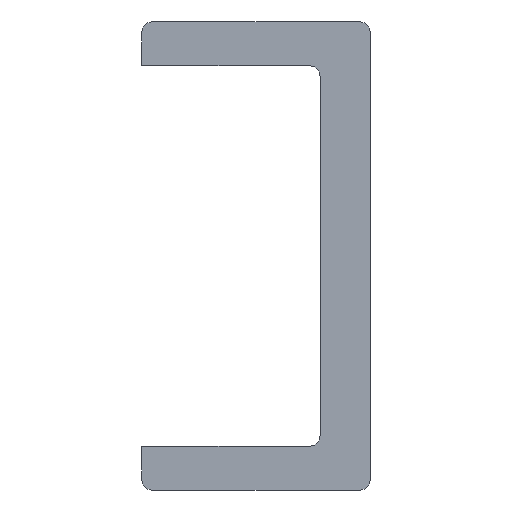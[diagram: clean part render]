
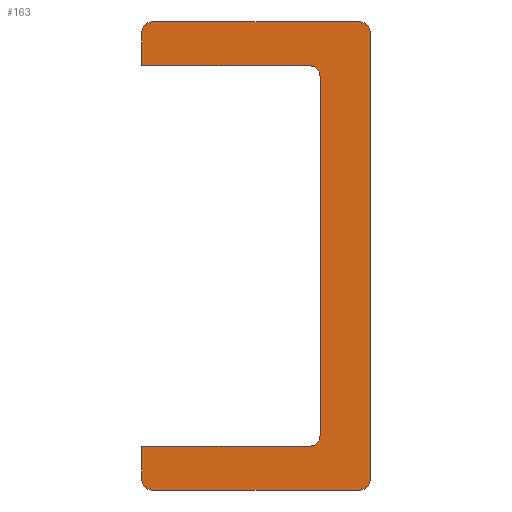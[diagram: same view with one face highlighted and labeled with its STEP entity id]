
A CAD part, front view. The second image highlights one B-rep face of the part: STEP entity #163.
In plain terms, the highlighted planar face has unit normal (0, -1, 0).
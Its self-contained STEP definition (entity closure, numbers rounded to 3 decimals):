
#163 = ADVANCED_FACE( '', ( #418 ), #419, .F. );
#418 = FACE_OUTER_BOUND( '', #879, .T. );
#419 = PLANE( '', #880 );
#879 = EDGE_LOOP( '', ( #1382, #1383, #1384, #1385, #1386, #1387, #1388, #1389, #1390, #1391, #1392, #1393, #1394, #1395 ) );
#880 = AXIS2_PLACEMENT_3D( '', #1396, #1397, #1398 );
#1382 = ORIENTED_EDGE( '', *, *, #2053, .F. );
#1383 = ORIENTED_EDGE( '', *, *, #2054, .T. );
#1384 = ORIENTED_EDGE( '', *, *, #2055, .F. );
#1385 = ORIENTED_EDGE( '', *, *, #2025, .T. );
#1386 = ORIENTED_EDGE( '', *, *, #2056, .F. );
#1387 = ORIENTED_EDGE( '', *, *, #2057, .F. );
#1388 = ORIENTED_EDGE( '', *, *, #2058, .F. );
#1389 = ORIENTED_EDGE( '', *, *, #2059, .F. );
#1390 = ORIENTED_EDGE( '', *, *, #2060, .F. );
#1391 = ORIENTED_EDGE( '', *, *, #1994, .F. );
#1392 = ORIENTED_EDGE( '', *, *, #2009, .F. );
#1393 = ORIENTED_EDGE( '', *, *, #2061, .T. );
#1394 = ORIENTED_EDGE( '', *, *, #2062, .F. );
#1395 = ORIENTED_EDGE( '', *, *, #2001, .T. );
#1396 = CARTESIAN_POINT( '', ( -10.5, 0., 21.5 ) );
#1397 = DIRECTION( '', ( 0., 1., 0. ) );
#1398 = DIRECTION( '', ( 0., 0., 1. ) );
#1994 = EDGE_CURVE( '', #2255, #2256, #2257, .T. );
#2001 = EDGE_CURVE( '', #2269, #2267, #2270, .F. );
#2009 = EDGE_CURVE( '', #2280, #2255, #2282, .T. );
#2025 = EDGE_CURVE( '', #2309, #2307, #2310, .F. );
#2053 = EDGE_CURVE( '', #2354, #2267, #2355, .T. );
#2054 = EDGE_CURVE( '', #2354, #2356, #2357, .F. );
#2055 = EDGE_CURVE( '', #2309, #2356, #2358, .T. );
#2056 = EDGE_CURVE( '', #2359, #2307, #2360, .T. );
#2057 = EDGE_CURVE( '', #2361, #2359, #2362, .T. );
#2058 = EDGE_CURVE( '', #2363, #2361, #2364, .T. );
#2059 = EDGE_CURVE( '', #2365, #2363, #2366, .T. );
#2060 = EDGE_CURVE( '', #2256, #2365, #2367, .T. );
#2061 = EDGE_CURVE( '', #2280, #2368, #2369, .F. );
#2062 = EDGE_CURVE( '', #2269, #2368, #2370, .T. );
#2255 = VERTEX_POINT( '', #2660 );
#2256 = VERTEX_POINT( '', #2661 );
#2257 = LINE( '', #2662, #2663 );
#2267 = VERTEX_POINT( '', #2676 );
#2269 = VERTEX_POINT( '', #2679 );
#2270 = CIRCLE( '', #2680, 0.9 );
#2280 = VERTEX_POINT( '', #2692 );
#2282 = LINE( '', #2695, #2696 );
#2307 = VERTEX_POINT( '', #2721 );
#2309 = VERTEX_POINT( '', #2724 );
#2310 = CIRCLE( '', #2725, 0.9 );
#2354 = VERTEX_POINT( '', #2770 );
#2355 = LINE( '', #2771, #2772 );
#2356 = VERTEX_POINT( '', #2773 );
#2357 = CIRCLE( '', #2774, 0.9 );
#2358 = LINE( '', #2775, #2776 );
#2359 = VERTEX_POINT( '', #2777 );
#2360 = LINE( '', #2778, #2779 );
#2361 = VERTEX_POINT( '', #2780 );
#2362 = LINE( '', #2781, #2782 );
#2363 = VERTEX_POINT( '', #2783 );
#2364 = CIRCLE( '', #2784, 1. );
#2365 = VERTEX_POINT( '', #2785 );
#2366 = LINE( '', #2786, #2787 );
#2367 = CIRCLE( '', #2788, 1. );
#2368 = VERTEX_POINT( '', #2789 );
#2369 = CIRCLE( '', #2790, 0.9 );
#2370 = LINE( '', #2791, #2792 );
#2660 = CARTESIAN_POINT( '', ( -10.5, 0., -17.5 ) );
#2661 = CARTESIAN_POINT( '', ( 4.9, 0., -17.5 ) );
#2662 = CARTESIAN_POINT( '', ( 4.9, 0., -17.5 ) );
#2663 = VECTOR( '', #3094, 1000. );
#2676 = CARTESIAN_POINT( '', ( 10.5, 0., -20.6 ) );
#2679 = CARTESIAN_POINT( '', ( 9.6, 0., -21.5 ) );
#2680 = AXIS2_PLACEMENT_3D( '', #3102, #3103, #3104 );
#2692 = CARTESIAN_POINT( '', ( -10.5, 0., -20.6 ) );
#2695 = CARTESIAN_POINT( '', ( -10.5, 0., -21.5 ) );
#2696 = VECTOR( '', #3114, 1000. );
#2721 = CARTESIAN_POINT( '', ( -10.5, 0., 20.6 ) );
#2724 = CARTESIAN_POINT( '', ( -9.6, 0., 21.5 ) );
#2725 = AXIS2_PLACEMENT_3D( '', #3143, #3144, #3145 );
#2770 = CARTESIAN_POINT( '', ( 10.5, 0., 20.6 ) );
#2771 = CARTESIAN_POINT( '', ( 10.5, 0., 21.5 ) );
#2772 = VECTOR( '', #3195, 1000. );
#2773 = CARTESIAN_POINT( '', ( 9.6, 0., 21.5 ) );
#2774 = AXIS2_PLACEMENT_3D( '', #3196, #3197, #3198 );
#2775 = CARTESIAN_POINT( '', ( -10.5, 0., 21.5 ) );
#2776 = VECTOR( '', #3199, 1000. );
#2777 = CARTESIAN_POINT( '', ( -10.5, 0., 17.5 ) );
#2778 = CARTESIAN_POINT( '', ( -10.5, 0., -21.5 ) );
#2779 = VECTOR( '', #3200, 1000. );
#2780 = CARTESIAN_POINT( '', ( 4.9, 0., 17.5 ) );
#2781 = CARTESIAN_POINT( '', ( 4.9, 0., 17.5 ) );
#2782 = VECTOR( '', #3201, 1000. );
#2783 = CARTESIAN_POINT( '', ( 5.9, 0., 16.5 ) );
#2784 = AXIS2_PLACEMENT_3D( '', #3202, #3203, #3204 );
#2785 = CARTESIAN_POINT( '', ( 5.9, 0., -16.5 ) );
#2786 = CARTESIAN_POINT( '', ( 5.9, 0., 16.5 ) );
#2787 = VECTOR( '', #3205, 1000. );
#2788 = AXIS2_PLACEMENT_3D( '', #3206, #3207, #3208 );
#2789 = CARTESIAN_POINT( '', ( -9.6, 0., -21.5 ) );
#2790 = AXIS2_PLACEMENT_3D( '', #3209, #3210, #3211 );
#2791 = CARTESIAN_POINT( '', ( 10.5, 0., -21.5 ) );
#2792 = VECTOR( '', #3212, 1000. );
#3094 = DIRECTION( '', ( 1., 0., 0. ) );
#3102 = CARTESIAN_POINT( '', ( 9.6, 0., -20.6 ) );
#3103 = DIRECTION( '', ( 0., 1., 0. ) );
#3104 = DIRECTION( '', ( 0., 0., 1. ) );
#3114 = DIRECTION( '', ( 0., 0., 1. ) );
#3143 = CARTESIAN_POINT( '', ( -9.6, 0., 20.6 ) );
#3144 = DIRECTION( '', ( 0., 1., 0. ) );
#3145 = DIRECTION( '', ( 0., 0., 1. ) );
#3195 = DIRECTION( '', ( 0., 0., -1. ) );
#3196 = CARTESIAN_POINT( '', ( 9.6, 0., 20.6 ) );
#3197 = DIRECTION( '', ( 0., 1., 0. ) );
#3198 = DIRECTION( '', ( 0., 0., 1. ) );
#3199 = DIRECTION( '', ( 1., 0., 0. ) );
#3200 = DIRECTION( '', ( 0., 0., 1. ) );
#3201 = DIRECTION( '', ( -1., 0., 0. ) );
#3202 = CARTESIAN_POINT( '', ( 4.9, 0., 16.5 ) );
#3203 = DIRECTION( '', ( 0., -1., 0. ) );
#3204 = DIRECTION( '', ( -1., 0., 0. ) );
#3205 = DIRECTION( '', ( 0., 0., 1. ) );
#3206 = CARTESIAN_POINT( '', ( 4.9, 0., -16.5 ) );
#3207 = DIRECTION( '', ( 0., -1., 0. ) );
#3208 = DIRECTION( '', ( -1., 0., 0. ) );
#3209 = CARTESIAN_POINT( '', ( -9.6, 0., -20.6 ) );
#3210 = DIRECTION( '', ( 0., 1., 0. ) );
#3211 = DIRECTION( '', ( 0., 0., 1. ) );
#3212 = DIRECTION( '', ( -1., 0., 0. ) );
